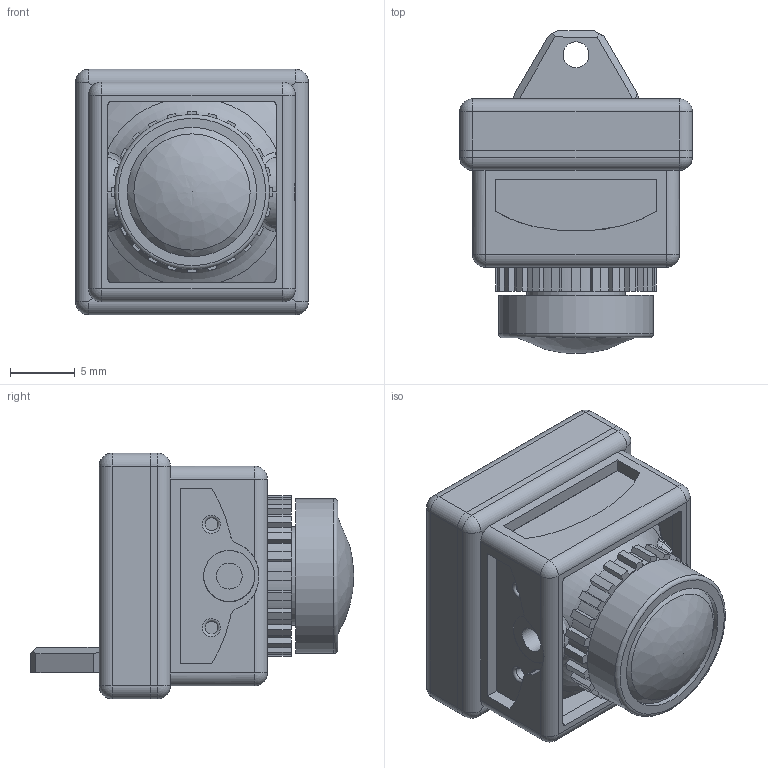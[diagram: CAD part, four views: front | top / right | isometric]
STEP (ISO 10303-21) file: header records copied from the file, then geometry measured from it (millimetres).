
FILE_DESCRIPTION(/* description */ (''),/* implementation_level */ '2;1');
FILE_NAME(/* name */ 'Frame Combo Analog Camera.step',/* time_stamp */ '2024-04-30T16:58:28+03:00',/* author */ (''),/* organization */ (''),/* preprocessor_version */ 'ST-DEVELOPER v20',/* originating_system */ 'Autodesk Translation Framework v12.20.1.177',/* authorisation */ '');
FILE_SCHEMA (('AUTOMOTIVE_DESIGN { 1 0 10303 214 3 1 1 }'));
Length unit declared in the file: millimetre
Products named in the file (4): Frame Combo Analog Camera; Camera_analog; ThreadedInsert; ThreadedInsert(Mirror)
Assembly tree (3 placements, depth 3):
  Frame Combo Analog Camera
    Camera_analog
      ThreadedInsert
      ThreadedInsert(Mirror)
Bounding box: 18 x 25 x 19 mm (x, y, z)
Volume: 3265.2 mm3; surface area: 5314.3 mm2
Topology: 14 solids, 14 shells, 735 faces, 1859 edges, 1214 vertices
Faces by surface type: plane 457, cylinder 117, torus 97, bspline 48, sphere 12, cone 4
Full cylindrical faces by diameter (mm): 0.35 x3, 1 x4, 2 x9, 2.87 x4, 3.073 x4, 3.962 x4, 7.6 x1, 10 x2, 12 x1
Entity records: 24370 total; most frequent: CARTESIAN_POINT 6146, DIRECTION 3863, ORIENTED_EDGE 3716, EDGE_CURVE 1858, AXIS2_PLACEMENT_3D 1437, VERTEX_POINT 1214, LINE 989, VECTOR 989
